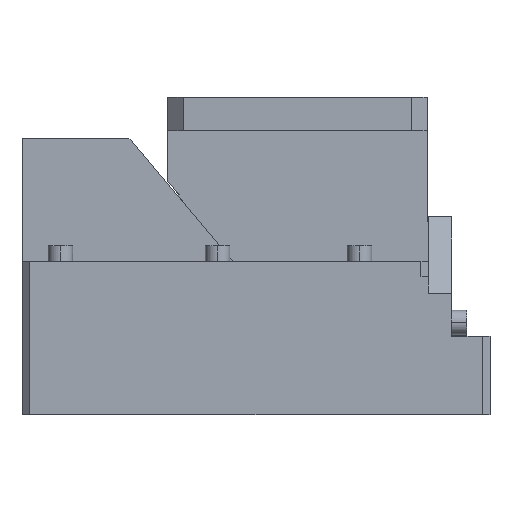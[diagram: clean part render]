
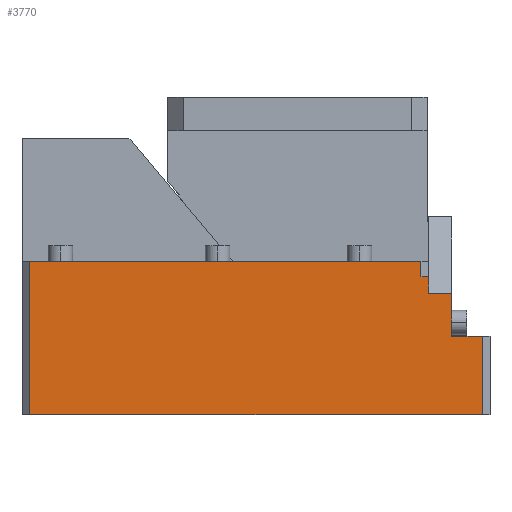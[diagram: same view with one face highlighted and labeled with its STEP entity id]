
A CAD part, top view. The second image highlights one B-rep face of the part: STEP entity #3770.
In plain terms, the highlighted planar face has unit normal (0, 0, 1).
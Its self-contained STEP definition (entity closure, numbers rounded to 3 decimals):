
#228=CARTESIAN_POINT('Vertex',(-25.,79.,67.)) ;
#231=CARTESIAN_POINT('Line Origine',(-25.,65.,67.)) ;
#235=CARTESIAN_POINT('Vertex',(-25.,51.,67.)) ;
#1553=CARTESIAN_POINT('Line Origine',(-15.,51.,67.)) ;
#1557=CARTESIAN_POINT('Vertex',(-5.,51.,67.)) ;
#1585=CARTESIAN_POINT('Line Origine',(-42.5,90.,67.)) ;
#1589=CARTESIAN_POINT('Vertex',(-45.,90.,67.)) ;
#1591=CARTESIAN_POINT('Vertex',(-40.,90.,67.)) ;
#1839=CARTESIAN_POINT('Line Origine',(-32.5,79.,67.)) ;
#1843=CARTESIAN_POINT('Vertex',(-40.,79.,67.)) ;
#2768=CARTESIAN_POINT('Line Origine',(-5.,25.5,67.)) ;
#2772=CARTESIAN_POINT('Vertex',(-5.,0.,67.)) ;
#3722=CARTESIAN_POINT('Axis2P3D Location',(-300.,90.,67.)) ;
#3727=CARTESIAN_POINT('Line Origine',(-45.,95.,67.)) ;
#3731=CARTESIAN_POINT('Vertex',(-45.,100.,67.)) ;
#3734=CARTESIAN_POINT('Line Origine',(-172.5,100.,67.)) ;
#3738=CARTESIAN_POINT('Vertex',(-300.,100.,67.)) ;
#3741=CARTESIAN_POINT('Line Origine',(-300.,50.,67.)) ;
#3745=CARTESIAN_POINT('Vertex',(-300.,0.,67.)) ;
#3748=CARTESIAN_POINT('Line Origine',(-152.5,0.,67.)) ;
#3753=CARTESIAN_POINT('Line Origine',(-40.,84.5,67.)) ;
#232=DIRECTION('Vector Direction',(0.,-1.,0.)) ;
#1554=DIRECTION('Vector Direction',(1.,0.,0.)) ;
#1586=DIRECTION('Vector Direction',(1.,0.,0.)) ;
#1840=DIRECTION('Vector Direction',(-1.,0.,0.)) ;
#2769=DIRECTION('Vector Direction',(0.,-1.,0.)) ;
#3723=DIRECTION('Axis2P3D Direction',(0.,0.,-1.)) ;
#3724=DIRECTION('Axis2P3D XDirection',(-1.,0.,0.)) ;
#3728=DIRECTION('Vector Direction',(0.,-1.,0.)) ;
#3735=DIRECTION('Vector Direction',(1.,0.,0.)) ;
#3742=DIRECTION('Vector Direction',(0.,-1.,0.)) ;
#3749=DIRECTION('Vector Direction',(1.,0.,0.)) ;
#3754=DIRECTION('Vector Direction',(0.,-1.,0.)) ;
#3725=AXIS2_PLACEMENT_3D('Plane Axis2P3D',#3722,#3723,#3724) ;
#3759=ORIENTED_EDGE('',*,*,#1593,.F.) ;
#3760=ORIENTED_EDGE('',*,*,#3733,.F.) ;
#3761=ORIENTED_EDGE('',*,*,#3740,.F.) ;
#3762=ORIENTED_EDGE('',*,*,#3747,.T.) ;
#3763=ORIENTED_EDGE('',*,*,#3752,.T.) ;
#3764=ORIENTED_EDGE('',*,*,#2774,.F.) ;
#3765=ORIENTED_EDGE('',*,*,#1559,.F.) ;
#3766=ORIENTED_EDGE('',*,*,#237,.F.) ;
#3767=ORIENTED_EDGE('',*,*,#1845,.T.) ;
#3768=ORIENTED_EDGE('',*,*,#3757,.F.) ;
#233=VECTOR('Line Direction',#232,1.) ;
#1555=VECTOR('Line Direction',#1554,1.) ;
#1587=VECTOR('Line Direction',#1586,1.) ;
#1841=VECTOR('Line Direction',#1840,1.) ;
#2770=VECTOR('Line Direction',#2769,1.) ;
#3729=VECTOR('Line Direction',#3728,1.) ;
#3736=VECTOR('Line Direction',#3735,1.) ;
#3743=VECTOR('Line Direction',#3742,1.) ;
#3750=VECTOR('Line Direction',#3749,1.) ;
#3755=VECTOR('Line Direction',#3754,1.) ;
#3770=ADVANCED_FACE('CAM HOLDER',(#3769),#3726,.F.) ;
#237=EDGE_CURVE('',#229,#236,#234,.T.) ;
#1559=EDGE_CURVE('',#236,#1558,#1556,.T.) ;
#1593=EDGE_CURVE('',#1590,#1592,#1588,.T.) ;
#1845=EDGE_CURVE('',#229,#1844,#1842,.T.) ;
#2774=EDGE_CURVE('',#1558,#2773,#2771,.T.) ;
#3733=EDGE_CURVE('',#3732,#1590,#3730,.T.) ;
#3740=EDGE_CURVE('',#3739,#3732,#3737,.T.) ;
#3747=EDGE_CURVE('',#3739,#3746,#3744,.T.) ;
#3752=EDGE_CURVE('',#3746,#2773,#3751,.T.) ;
#3757=EDGE_CURVE('',#1592,#1844,#3756,.T.) ;
#3758=EDGE_LOOP('',(#3759,#3760,#3761,#3762,#3763,#3764,#3765,#3766,#3767,#3768)) ;
#3769=FACE_OUTER_BOUND('',#3758,.T.) ;
#234=LINE('Line',#231,#233) ;
#1556=LINE('Line',#1553,#1555) ;
#1588=LINE('Line',#1585,#1587) ;
#1842=LINE('Line',#1839,#1841) ;
#2771=LINE('Line',#2768,#2770) ;
#3730=LINE('Line',#3727,#3729) ;
#3737=LINE('Line',#3734,#3736) ;
#3744=LINE('Line',#3741,#3743) ;
#3751=LINE('Line',#3748,#3750) ;
#3756=LINE('Line',#3753,#3755) ;
#3726=PLANE('Plane',#3725) ;
#229=VERTEX_POINT('',#228) ;
#236=VERTEX_POINT('',#235) ;
#1558=VERTEX_POINT('',#1557) ;
#1590=VERTEX_POINT('',#1589) ;
#1592=VERTEX_POINT('',#1591) ;
#1844=VERTEX_POINT('',#1843) ;
#2773=VERTEX_POINT('',#2772) ;
#3732=VERTEX_POINT('',#3731) ;
#3739=VERTEX_POINT('',#3738) ;
#3746=VERTEX_POINT('',#3745) ;
